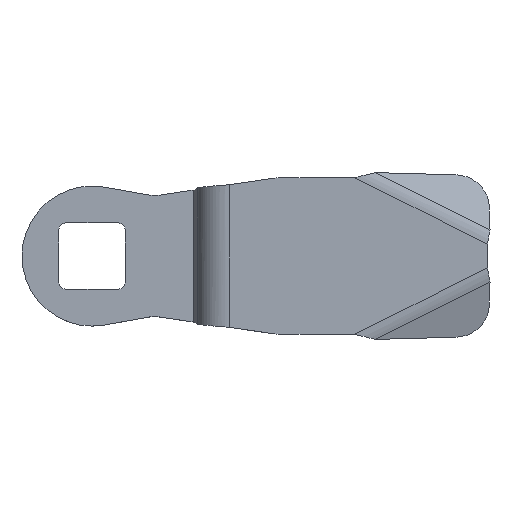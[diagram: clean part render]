
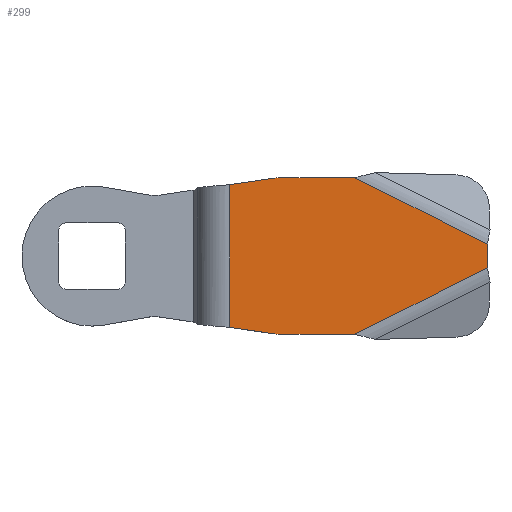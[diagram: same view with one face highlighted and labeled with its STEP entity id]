
A CAD part, top view. The second image highlights one B-rep face of the part: STEP entity #299.
In plain terms, the highlighted planar face has unit normal (0, 0, 1).
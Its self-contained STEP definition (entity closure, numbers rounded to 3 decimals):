
#25 = CARTESIAN_POINT ( 'NONE',  ( 16.747, 8.656, 9. ) ) ;
#34 = LINE ( 'NONE', #772, #879 ) ;
#104 = DIRECTION ( 'NONE',  ( 1., 0., 0. ) ) ;
#122 = EDGE_CURVE ( 'NONE', #1216, #1605, #1548, .T. ) ;
#203 = DIRECTION ( 'NONE',  ( -0.894, -0.447, 0. ) ) ;
#204 = VERTEX_POINT ( 'NONE', #860 ) ;
#211 = CARTESIAN_POINT ( 'NONE',  ( 31.879, -9.5, 9. ) ) ;
#213 = VECTOR ( 'NONE', #479, 1000. ) ;
#239 = CARTESIAN_POINT ( 'NONE',  ( 22.792, 5.5, 9. ) ) ;
#244 = VERTEX_POINT ( 'NONE', #699 ) ;
#275 = ORIENTED_EDGE ( 'NONE', *, *, #383, .T. ) ;
#277 = VECTOR ( 'NONE', #1685, 1000. ) ;
#299 = ADVANCED_FACE ( 'NONE', ( #317 ), #470, .T. ) ;
#302 = AXIS2_PLACEMENT_3D ( 'NONE', #239, #816, #104 ) ;
#317 = FACE_OUTER_BOUND ( 'NONE', #1400, .T. ) ;
#326 = CARTESIAN_POINT ( 'NONE',  ( 48., 9.5, 9. ) ) ;
#331 = DIRECTION ( 'NONE',  ( 0., 0., 1. ) ) ;
#350 = VERTEX_POINT ( 'NONE', #25 ) ;
#371 = EDGE_CURVE ( 'NONE', #1605, #350, #459, .T. ) ;
#383 = EDGE_CURVE ( 'NONE', #1556, #1120, #34, .T. ) ;
#396 = AXIS2_PLACEMENT_3D ( 'NONE', #1473, #331, #477 ) ;
#430 = CARTESIAN_POINT ( 'NONE',  ( 22.792, -5.5, 9. ) ) ;
#454 = ORIENTED_EDGE ( 'NONE', *, *, #122, .T. ) ;
#459 = LINE ( 'NONE', #762, #639 ) ;
#470 = PLANE ( 'NONE',  #396 ) ;
#471 = LINE ( 'NONE', #326, #1002 ) ;
#477 = DIRECTION ( 'NONE',  ( 1., 0., 0. ) ) ;
#479 = DIRECTION ( 'NONE',  ( 0.894, -0.447, 0. ) ) ;
#499 = LINE ( 'NONE', #585, #821 ) ;
#576 = DIRECTION ( 'NONE',  ( 0., 0., 1. ) ) ;
#585 = CARTESIAN_POINT ( 'NONE',  ( 22.5, -9.5, 9. ) ) ;
#612 = DIRECTION ( 'NONE',  ( 1., 0., 0. ) ) ;
#639 = VECTOR ( 'NONE', #753, 1000. ) ;
#699 = CARTESIAN_POINT ( 'NONE',  ( 48., -1.439, 9. ) ) ;
#704 = DIRECTION ( 'NONE',  ( 0., -1., 0. ) ) ;
#715 = CARTESIAN_POINT ( 'NONE',  ( 16.747, 0., 9. ) ) ;
#738 = DIRECTION ( 'NONE',  ( -1., 0., 0. ) ) ;
#753 = DIRECTION ( 'NONE',  ( -0.989, -0.145, 0. ) ) ;
#762 = CARTESIAN_POINT ( 'NONE',  ( 22.5, 9.5, 9. ) ) ;
#772 = CARTESIAN_POINT ( 'NONE',  ( 48., -9.5, 9. ) ) ;
#778 = VERTEX_POINT ( 'NONE', #1445 ) ;
#816 = DIRECTION ( 'NONE',  ( 0., 0., 1. ) ) ;
#821 = VECTOR ( 'NONE', #1571, 1000. ) ;
#860 = CARTESIAN_POINT ( 'NONE',  ( 22.211, -9.458, 9. ) ) ;
#879 = VECTOR ( 'NONE', #612, 1000. ) ;
#918 = AXIS2_PLACEMENT_3D ( 'NONE', #430, #576, #1138 ) ;
#934 = CARTESIAN_POINT ( 'NONE',  ( 16.747, -8.656, 9. ) ) ;
#937 = EDGE_CURVE ( 'NONE', #350, #1106, #977, .T. ) ;
#950 = EDGE_CURVE ( 'NONE', #244, #1750, #1801, .T. ) ;
#977 = LINE ( 'NONE', #715, #1577 ) ;
#981 = CARTESIAN_POINT ( 'NONE',  ( 22.792, -9.5, 9. ) ) ;
#1001 = VECTOR ( 'NONE', #203, 1000. ) ;
#1002 = VECTOR ( 'NONE', #738, 1000. ) ;
#1030 = CIRCLE ( 'NONE', #918, 4. ) ;
#1046 = ORIENTED_EDGE ( 'NONE', *, *, #1050, .F. ) ;
#1050 = EDGE_CURVE ( 'NONE', #244, #1120, #1243, .T. ) ;
#1099 = ORIENTED_EDGE ( 'NONE', *, *, #937, .T. ) ;
#1106 = VERTEX_POINT ( 'NONE', #934 ) ;
#1120 = VERTEX_POINT ( 'NONE', #211 ) ;
#1138 = DIRECTION ( 'NONE',  ( 1., 0., 0. ) ) ;
#1148 = CARTESIAN_POINT ( 'NONE',  ( 48., 1.439, 9. ) ) ;
#1191 = ORIENTED_EDGE ( 'NONE', *, *, #950, .T. ) ;
#1216 = VERTEX_POINT ( 'NONE', #1835 ) ;
#1243 = LINE ( 'NONE', #1619, #1001 ) ;
#1268 = ORIENTED_EDGE ( 'NONE', *, *, #1296, .T. ) ;
#1296 = EDGE_CURVE ( 'NONE', #778, #1216, #471, .T. ) ;
#1336 = ORIENTED_EDGE ( 'NONE', *, *, #371, .T. ) ;
#1371 = EDGE_CURVE ( 'NONE', #778, #1750, #1708, .T. ) ;
#1400 = EDGE_LOOP ( 'NONE', ( #1766, #1268, #454, #1336, #1099, #1508, #1692, #275, #1046, #1191 ) ) ;
#1445 = CARTESIAN_POINT ( 'NONE',  ( 31.879, 9.5, 9. ) ) ;
#1473 = CARTESIAN_POINT ( 'NONE',  ( -2.911, 0., 9. ) ) ;
#1508 = ORIENTED_EDGE ( 'NONE', *, *, #1706, .T. ) ;
#1521 = CARTESIAN_POINT ( 'NONE',  ( 22.211, 9.458, 9. ) ) ;
#1548 = CIRCLE ( 'NONE', #302, 4. ) ;
#1556 = VERTEX_POINT ( 'NONE', #981 ) ;
#1571 = DIRECTION ( 'NONE',  ( 0.989, -0.145, 0. ) ) ;
#1577 = VECTOR ( 'NONE', #704, 1000. ) ;
#1605 = VERTEX_POINT ( 'NONE', #1521 ) ;
#1619 = CARTESIAN_POINT ( 'NONE',  ( 7.847, -21.516, 9. ) ) ;
#1634 = EDGE_CURVE ( 'NONE', #204, #1556, #1030, .T. ) ;
#1685 = DIRECTION ( 'NONE',  ( 0., 1., 0. ) ) ;
#1692 = ORIENTED_EDGE ( 'NONE', *, *, #1634, .T. ) ;
#1706 = EDGE_CURVE ( 'NONE', #1106, #204, #499, .T. ) ;
#1708 = LINE ( 'NONE', #1734, #213 ) ;
#1734 = CARTESIAN_POINT ( 'NONE',  ( 7.847, 21.516, 9. ) ) ;
#1750 = VERTEX_POINT ( 'NONE', #1148 ) ;
#1766 = ORIENTED_EDGE ( 'NONE', *, *, #1371, .F. ) ;
#1801 = LINE ( 'NONE', #1830, #277 ) ;
#1830 = CARTESIAN_POINT ( 'NONE',  ( 48., 9.5, 9. ) ) ;
#1835 = CARTESIAN_POINT ( 'NONE',  ( 22.792, 9.5, 9. ) ) ;
